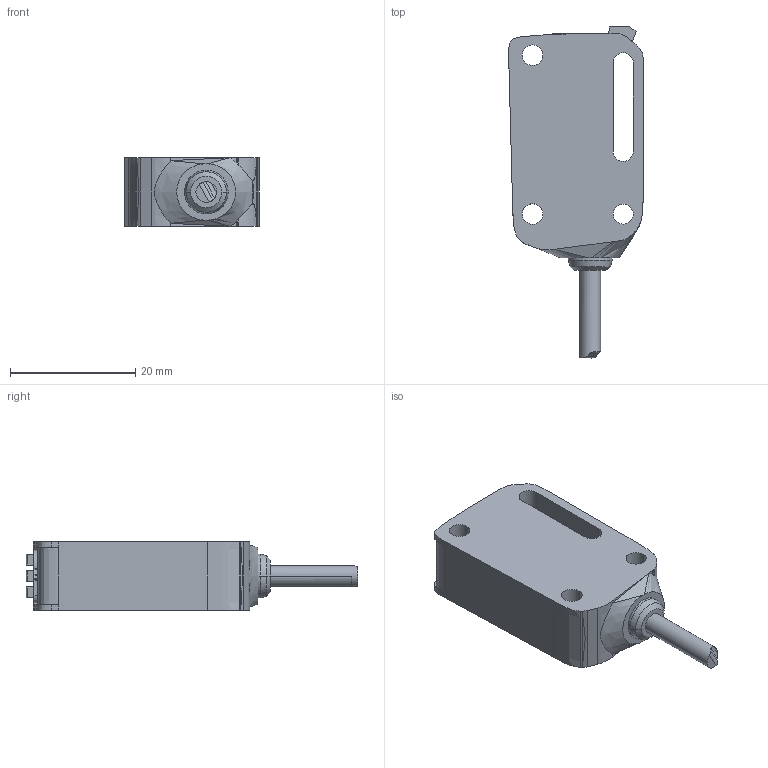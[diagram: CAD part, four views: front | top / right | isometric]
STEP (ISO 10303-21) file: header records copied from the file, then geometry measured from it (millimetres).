
FILE_DESCRIPTION((''),'2;1');
FILE_NAME('DB_CAD7016','2020-08-20T08:49:45',('tiniedziel'),(''),'CREO PARAMETRIC BY PTC INC, 2019292','CREO PARAMETRIC BY PTC INC, 2019292','');
FILE_SCHEMA(('CONFIG_CONTROL_DESIGN','SHAPE_APPEARANCE_LAYERS_GROUPS'));
Length unit declared in the file: millimetre
Products named in the file (1): DB_CAD7016
Bounding box: 21.52 x 53.07 x 11 mm (x, y, z)
Volume: 7220.7 mm3; surface area: 3439 mm2
Topology: 1 solids, 1 shells, 131 faces, 373 edges, 266 vertices
Faces by surface type: plane 61, extrusion 37, cylinder 27, cone 4, bspline 2
Entity records: 6337 total; most frequent: CARTESIAN_POINT 1749, ORIENTED_EDGE 710, DIRECTION 564, PRESENTATION_STYLE_ASSIGNMENT 384, STYLED_ITEM 376, CURVE_STYLE 374, EDGE_CURVE 355, VECTOR 264
